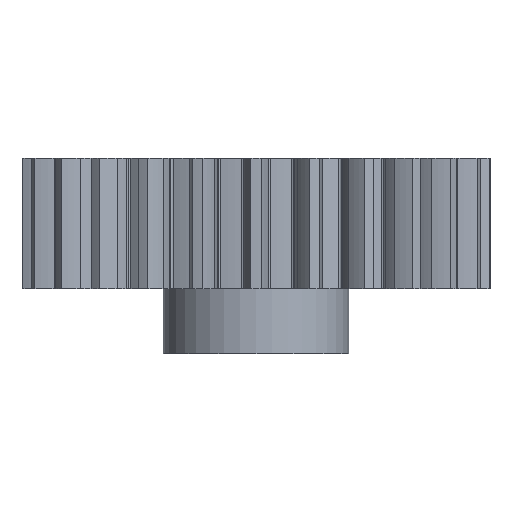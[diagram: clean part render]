
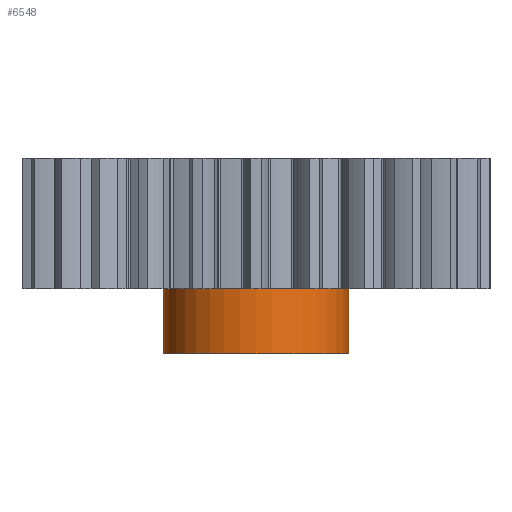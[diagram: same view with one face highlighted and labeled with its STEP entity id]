
A CAD part, front view. The second image highlights one B-rep face of the part: STEP entity #6548.
In plain terms, the highlighted cylindrical face has radius 7.14 mm (diameter 14.28 mm), a partial arc.
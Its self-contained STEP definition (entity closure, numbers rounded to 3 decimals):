
#86 = EDGE_CURVE ( 'NONE', #3619, #1395, #5128, .T. ) ;
#374 = DIRECTION ( 'NONE',  ( 0., 0., 1. ) ) ;
#583 = LINE ( 'NONE', #4711, #923 ) ;
#698 = VERTEX_POINT ( 'NONE', #7809 ) ;
#879 = DIRECTION ( 'NONE',  ( 0., 1., 0. ) ) ;
#923 = VECTOR ( 'NONE', #1729, 1000. ) ;
#1395 = VERTEX_POINT ( 'NONE', #9518 ) ;
#1507 = ORIENTED_EDGE ( 'NONE', *, *, #86, .T. ) ;
#1561 = CYLINDRICAL_SURFACE ( 'NONE', #7382, 7.14 ) ;
#1712 = VERTEX_POINT ( 'NONE', #8050 ) ;
#1729 = DIRECTION ( 'NONE',  ( 0., 0., 1. ) ) ;
#1809 = DIRECTION ( 'NONE',  ( 0., 0., 1. ) ) ;
#2498 = LINE ( 'NONE', #9369, #8167 ) ;
#3272 = CARTESIAN_POINT ( 'NONE',  ( 175.26, 0., -35.399 ) ) ;
#3284 = ORIENTED_EDGE ( 'NONE', *, *, #3723, .F. ) ;
#3619 = VERTEX_POINT ( 'NONE', #9055 ) ;
#3669 = CIRCLE ( 'NONE', #6542, 7.14 ) ;
#3723 = EDGE_CURVE ( 'NONE', #3619, #698, #583, .T. ) ;
#4123 = AXIS2_PLACEMENT_3D ( 'NONE', #8900, #8146, #879 ) ;
#4301 = ORIENTED_EDGE ( 'NONE', *, *, #8047, .T. ) ;
#4711 = CARTESIAN_POINT ( 'NONE',  ( 168.12, 0., -35.399 ) ) ;
#4824 = DIRECTION ( 'NONE',  ( 1., 0., 0. ) ) ;
#5005 = EDGE_LOOP ( 'NONE', ( #3284, #1507, #4301, #9049 ) ) ;
#5128 = CIRCLE ( 'NONE', #4123, 7.14 ) ;
#5760 = DIRECTION ( 'NONE',  ( 0., 0., 1. ) ) ;
#6542 = AXIS2_PLACEMENT_3D ( 'NONE', #9208, #374, #8533 ) ;
#6548 = ADVANCED_FACE ( 'NONE', ( #7010 ), #1561, .T. ) ;
#7010 = FACE_OUTER_BOUND ( 'NONE', #5005, .T. ) ;
#7382 = AXIS2_PLACEMENT_3D ( 'NONE', #3272, #1809, #4824 ) ;
#7809 = CARTESIAN_POINT ( 'NONE',  ( 168.12, 0., -10.204 ) ) ;
#8047 = EDGE_CURVE ( 'NONE', #1395, #1712, #2498, .T. ) ;
#8050 = CARTESIAN_POINT ( 'NONE',  ( 182.4, 0., -10.204 ) ) ;
#8146 = DIRECTION ( 'NONE',  ( 0., 0., 1. ) ) ;
#8167 = VECTOR ( 'NONE', #5760, 1000. ) ;
#8533 = DIRECTION ( 'NONE',  ( 1., 0., 0. ) ) ;
#8900 = CARTESIAN_POINT ( 'NONE',  ( 175.26, 0., -15.204 ) ) ;
#9024 = EDGE_CURVE ( 'NONE', #698, #1712, #3669, .T. ) ;
#9049 = ORIENTED_EDGE ( 'NONE', *, *, #9024, .F. ) ;
#9055 = CARTESIAN_POINT ( 'NONE',  ( 168.12, 0., -15.204 ) ) ;
#9208 = CARTESIAN_POINT ( 'NONE',  ( 175.26, 0., -10.204 ) ) ;
#9369 = CARTESIAN_POINT ( 'NONE',  ( 182.4, 0., -35.399 ) ) ;
#9518 = CARTESIAN_POINT ( 'NONE',  ( 182.4, 0., -15.204 ) ) ;
